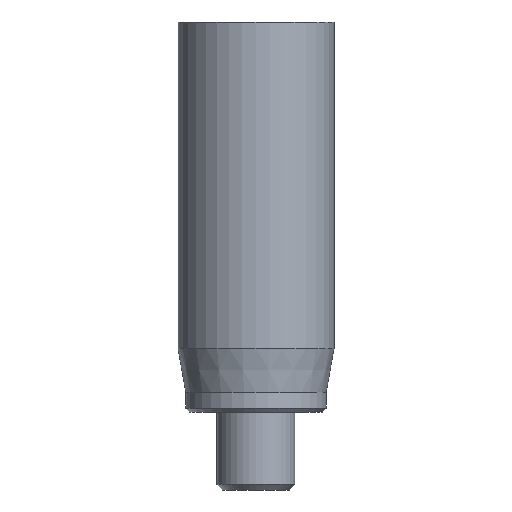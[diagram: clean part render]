
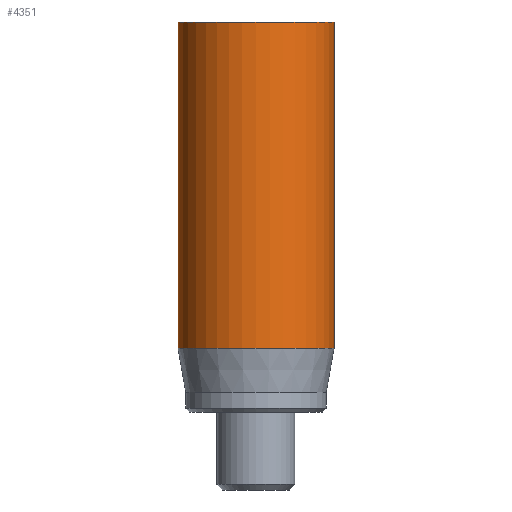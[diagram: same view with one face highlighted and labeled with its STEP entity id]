
A CAD part, front view. The second image highlights one B-rep face of the part: STEP entity #4351.
In plain terms, the highlighted cylindrical face has radius 4 mm (diameter 8 mm), a full revolution.
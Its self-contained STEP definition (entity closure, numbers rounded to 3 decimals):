
#40=CYLINDRICAL_SURFACE('',#4544,4.);
#58=CIRCLE('',#4511,4.);
#74=CIRCLE('',#4542,4.);
#75=CIRCLE('',#4543,4.);
#411=FACE_OUTER_BOUND('',#670,.T.);
#670=EDGE_LOOP('',(#3872,#3873,#3874,#3875,#3876));
#988=LINE('',#8277,#1310);
#1310=VECTOR('',#5076,4.);
#2000=VERTEX_POINT('',#8216);
#2016=VERTEX_POINT('',#8271);
#2017=VERTEX_POINT('',#8272);
#2617=EDGE_CURVE('',#2000,#2000,#58,.T.);
#2641=EDGE_CURVE('',#2016,#2017,#74,.T.);
#2642=EDGE_CURVE('',#2017,#2016,#75,.T.);
#2644=EDGE_CURVE('',#2000,#2016,#988,.T.);
#3872=ORIENTED_EDGE('',*,*,#2617,.T.);
#3873=ORIENTED_EDGE('',*,*,#2644,.T.);
#3874=ORIENTED_EDGE('',*,*,#2641,.T.);
#3875=ORIENTED_EDGE('',*,*,#2642,.T.);
#3876=ORIENTED_EDGE('',*,*,#2644,.F.);
#4351=ADVANCED_FACE('',(#411),#40,.T.);
#4511=AXIS2_PLACEMENT_3D('',#8217,#4999,#5000);
#4542=AXIS2_PLACEMENT_3D('',#8273,#5069,#5070);
#4543=AXIS2_PLACEMENT_3D('',#8274,#5071,#5072);
#4544=AXIS2_PLACEMENT_3D('',#8276,#5074,#5075);
#4999=DIRECTION('center_axis',(0.,0.,-1.));
#5000=DIRECTION('ref_axis',(-1.,0.,0.));
#5069=DIRECTION('center_axis',(0.,0.,1.));
#5070=DIRECTION('ref_axis',(-1.,0.,0.));
#5071=DIRECTION('center_axis',(0.,0.,1.));
#5072=DIRECTION('ref_axis',(-1.,0.,0.));
#5074=DIRECTION('center_axis',(0.,0.,1.));
#5075=DIRECTION('ref_axis',(-1.,0.,0.));
#5076=DIRECTION('',(0.,0.,-1.));
#8216=CARTESIAN_POINT('',(4.,0.,20.));
#8217=CARTESIAN_POINT('Origin',(0.,0.,20.));
#8271=CARTESIAN_POINT('',(4.,0.,3.269));
#8272=CARTESIAN_POINT('',(-4.,0.,3.269));
#8273=CARTESIAN_POINT('Origin',(0.,0.,3.269));
#8274=CARTESIAN_POINT('Origin',(0.,0.,3.269));
#8276=CARTESIAN_POINT('Origin',(0.,0.,0.));
#8277=CARTESIAN_POINT('',(4.,0.,0.));
